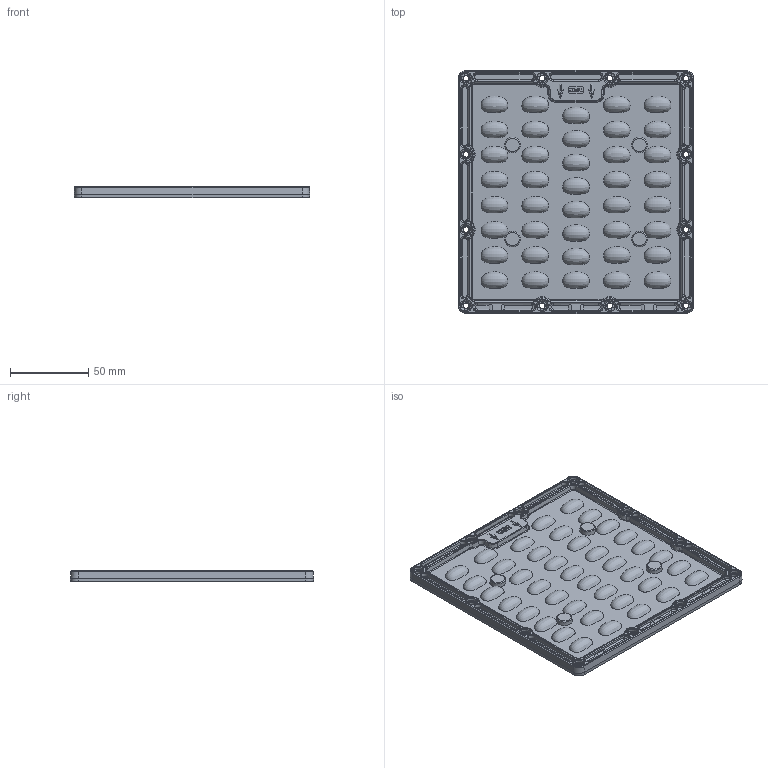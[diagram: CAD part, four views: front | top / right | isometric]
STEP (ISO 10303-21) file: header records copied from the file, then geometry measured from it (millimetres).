
FILE_DESCRIPTION(/* description */ (''),/* implementation_level */ '2;1');
FILE_NAME(/* name */ 'JY-BAF40TYPE2-155150(无光学3D).stp',/* time_stamp */ '2021-09-17T20:30:01+08:00',/* author */ (''),/* organization */ (''),/* preprocessor_version */ 'ST-DEVELOPER v16',/* originating_system */ 'SIEMENS PLM Software NX 10.0',/* authorisation */ '');
FILE_SCHEMA (('AP203_CONFIGURATION_CONTROLLED_3D_DESIGN_OF_MECHANICAL_PARTS_AND_ASSEMBLIES_MIM_LF { 1 0 10303 403 2 1 2}'));
Products named in the file (1): Admi07186181kmzn
Bounding box: 150 x 155 x 7.14 mm (x, y, z)
Volume: 66796.3 mm3; surface area: 62334.2 mm2
Topology: 1 solids, 1 shells, 1167 faces, 3419 edges, 2381 vertices
Faces by surface type: plane 409, cylinder 270, cone 207, torus 152, bspline 121, extrusion 8
Entity records: 54906 total; most frequent: CARTESIAN_POINT 25790, ORIENTED_EDGE 6702, DIRECTION 5224, EDGE_CURVE 3351, VERTEX_POINT 2359, AXIS2_PLACEMENT_3D 1886, VECTOR 1452, LINE 1444
